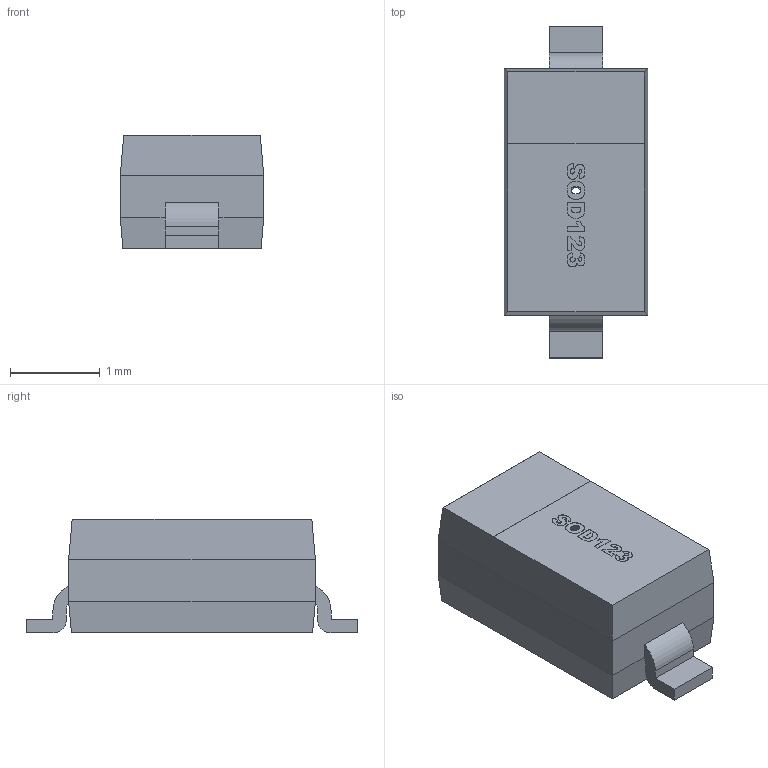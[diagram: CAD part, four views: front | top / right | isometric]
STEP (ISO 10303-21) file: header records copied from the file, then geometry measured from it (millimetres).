
FILE_DESCRIPTION(('FreeCAD Model'),'2;1');
FILE_NAME('User Library-SOD123.step', '2018-03-20T18:22:38',('kicad StepUp'),('ksu MCAD'), 'Open CASCADE STEP processor 6.8','FreeCAD','Unknown');
FILE_SCHEMA(('AUTOMOTIVE_DESIGN_CC2 { 1 2 10303 214 -1 1 5 4 }'));
Length unit declared in the file: millimetre
Products named in the file (2): ASSEMBLY; User_Library-SOD123
Assembly tree (1 placements, depth 2):
  ASSEMBLY
    User_Library-SOD123
Bounding box: 1.6 x 3.7 x 1.27 mm (x, y, z)
Surface area: 21.4 mm2 (no closed solid volume)
Topology: 0 solids, 80 shells, 80 faces, 398 edges, 398 vertices
Faces by surface type: plane 56, bspline 16, cylinder 8
Entity records: 6937 total; most frequent: CARTESIAN_POINT 3515, DIRECTION 498, ORIENTED_EDGE 398, EDGE_CURVE 398, VERTEX_POINT 398, LINE 306, VECTOR 306, AXIS2_PLACEMENT_3D 96
